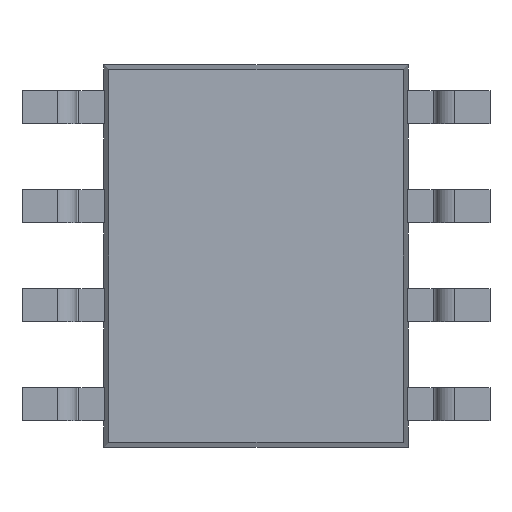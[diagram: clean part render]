
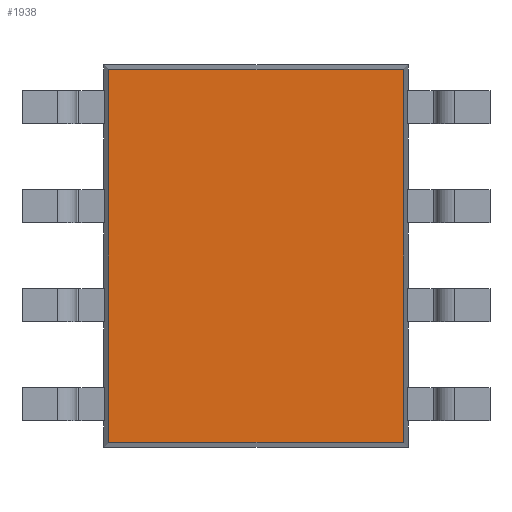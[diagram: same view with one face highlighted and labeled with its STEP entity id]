
A CAD part, front view. The second image highlights one B-rep face of the part: STEP entity #1938.
In plain terms, the highlighted planar face has unit normal (0, -1, 0).
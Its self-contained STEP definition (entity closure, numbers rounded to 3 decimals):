
#107 = AXIS2_PLACEMENT_3D ( 'NONE', #1263, #1614, #3410 ) ;
#140 = CARTESIAN_POINT ( 'NONE',  ( -1.95, -0.675, 2.391 ) ) ;
#456 = DIRECTION ( 'NONE',  ( 1., 0., 0. ) ) ;
#542 = LINE ( 'NONE', #1802, #1558 ) ;
#696 = LINE ( 'NONE', #2837, #4010 ) ;
#980 = VECTOR ( 'NONE', #3828, 1000. ) ;
#996 = EDGE_CURVE ( 'NONE', #3564, #2312, #2244, .T. ) ;
#1170 = ORIENTED_EDGE ( 'NONE', *, *, #996, .F. ) ;
#1262 = EDGE_CURVE ( 'NONE', #1891, #2962, #2946, .T. ) ;
#1263 = CARTESIAN_POINT ( 'NONE',  ( 0., -0.675, 0. ) ) ;
#1558 = VECTOR ( 'NONE', #3033, 1000. ) ;
#1614 = DIRECTION ( 'NONE',  ( 0., -1., 0. ) ) ;
#1665 = CARTESIAN_POINT ( 'NONE',  ( 1.891, -0.675, 2.391 ) ) ;
#1802 = CARTESIAN_POINT ( 'NONE',  ( 1.891, -0.675, 2.45 ) ) ;
#1866 = EDGE_CURVE ( 'NONE', #2962, #3564, #542, .T. ) ;
#1891 = VERTEX_POINT ( 'NONE', #3072 ) ;
#1901 = VECTOR ( 'NONE', #456, 1000. ) ;
#1938 = ADVANCED_FACE ( 'NONE', ( #3113 ), #2863, .T. ) ;
#2098 = EDGE_LOOP ( 'NONE', ( #2854, #2920, #3869, #1170 ) ) ;
#2244 = LINE ( 'NONE', #3785, #980 ) ;
#2312 = VERTEX_POINT ( 'NONE', #3183 ) ;
#2512 = DIRECTION ( 'NONE',  ( 0., 0., 1. ) ) ;
#2719 = CARTESIAN_POINT ( 'NONE',  ( 1.891, -0.675, -2.391 ) ) ;
#2837 = CARTESIAN_POINT ( 'NONE',  ( -1.891, -0.675, 2.45 ) ) ;
#2854 = ORIENTED_EDGE ( 'NONE', *, *, #1866, .F. ) ;
#2863 = PLANE ( 'NONE',  #107 ) ;
#2920 = ORIENTED_EDGE ( 'NONE', *, *, #1262, .F. ) ;
#2946 = LINE ( 'NONE', #140, #1901 ) ;
#2962 = VERTEX_POINT ( 'NONE', #1665 ) ;
#3033 = DIRECTION ( 'NONE',  ( 0., 0., -1. ) ) ;
#3072 = CARTESIAN_POINT ( 'NONE',  ( -1.891, -0.675, 2.391 ) ) ;
#3113 = FACE_OUTER_BOUND ( 'NONE', #2098, .T. ) ;
#3183 = CARTESIAN_POINT ( 'NONE',  ( -1.891, -0.675, -2.391 ) ) ;
#3410 = DIRECTION ( 'NONE',  ( 0., 0., -1. ) ) ;
#3564 = VERTEX_POINT ( 'NONE', #2719 ) ;
#3640 = EDGE_CURVE ( 'NONE', #2312, #1891, #696, .T. ) ;
#3785 = CARTESIAN_POINT ( 'NONE',  ( -1.95, -0.675, -2.391 ) ) ;
#3828 = DIRECTION ( 'NONE',  ( -1., 0., 0. ) ) ;
#3869 = ORIENTED_EDGE ( 'NONE', *, *, #3640, .F. ) ;
#4010 = VECTOR ( 'NONE', #2512, 1000. ) ;
